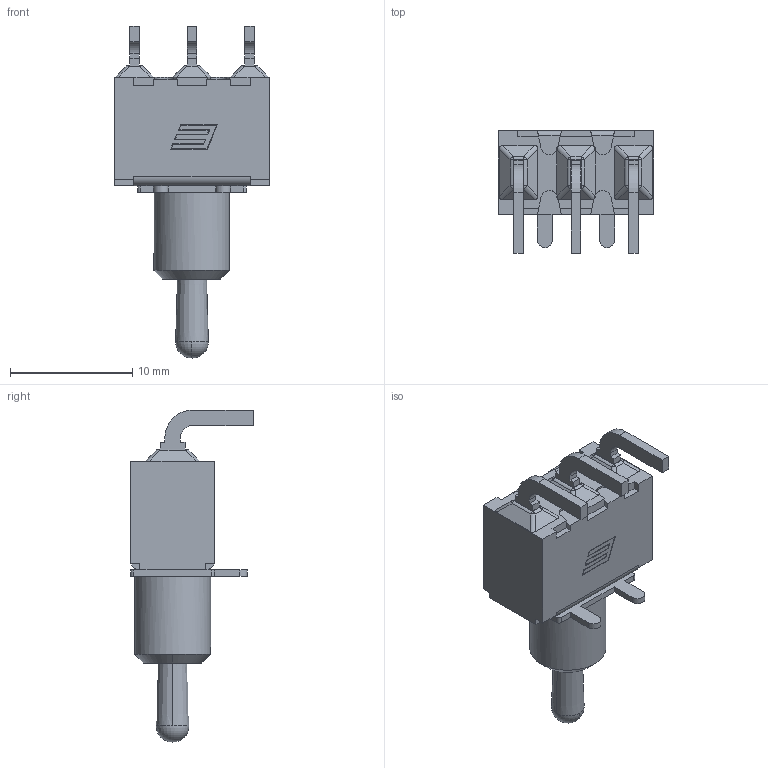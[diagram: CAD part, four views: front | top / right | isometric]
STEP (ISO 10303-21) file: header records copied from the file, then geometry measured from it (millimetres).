
FILE_DESCRIPTION (( 'STEP AP214' ), '1' );
FILE_NAME ('100SP1T2B4M6QE.STEP', '2022-07-25T09:00:21', ( '' ), ( '' ), 'SwSTEP 2.0', 'SolidWorks 2017', '' );
FILE_SCHEMA (( 'AUTOMOTIVE_DESIGN' ));
Length unit declared in the file: millimetre
Products named in the file (2): 100SP1T2B4M6QE
Assembly tree (1 placements, depth 2):
  100SP1T2B4M6QE
    100SP1T2B4M6QE
Bounding box: 12.7 x 10.03 x 27.15 mm (x, y, z)
Surface area: 1040.5 mm2 (no closed solid volume)
Topology: 0 solids, 2 shells, 225 faces, 578 edges, 362 vertices
Faces by surface type: plane 158, cylinder 47, bspline 14, cone 4, torus 2
Entity records: 6894 total; most frequent: CARTESIAN_POINT 1447, ORIENTED_EDGE 1146, DIRECTION 1081, EDGE_CURVE 574, VECTOR 449, LINE 449, VERTEX_POINT 362, AXIS2_PLACEMENT_3D 316
